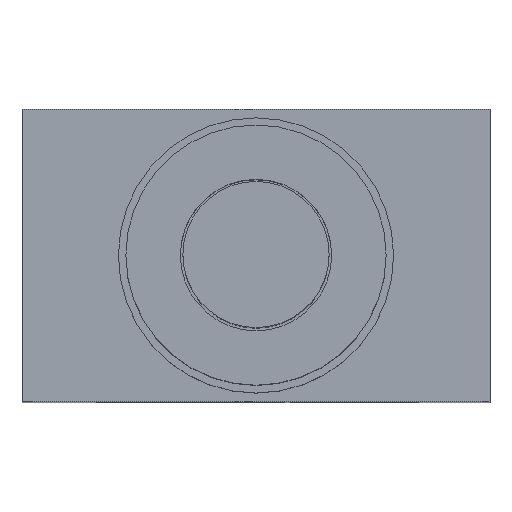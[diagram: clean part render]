
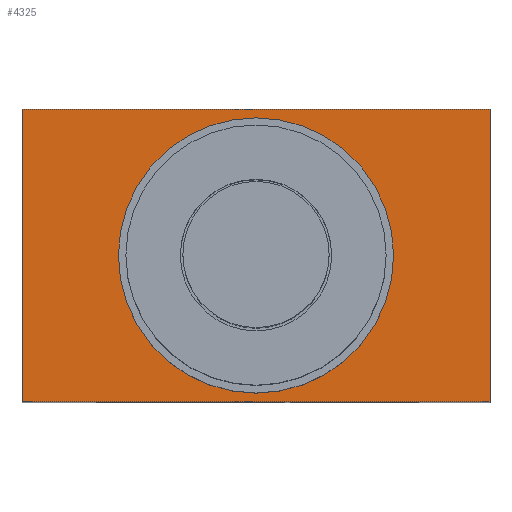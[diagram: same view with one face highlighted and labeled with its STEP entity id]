
A CAD part, top view. The second image highlights one B-rep face of the part: STEP entity #4325.
In plain terms, the highlighted planar face has unit normal (0, 0, 1).
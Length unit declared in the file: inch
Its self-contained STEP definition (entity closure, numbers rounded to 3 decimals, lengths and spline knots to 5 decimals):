
#584=CARTESIAN_POINT('',(-0.09409,0.,0.35));
#585=VERTEX_POINT('',#584);
#586=CARTESIAN_POINT('',(0.,0.,0.35));
#587=DIRECTION('',(0.0,0.0,-1.0));
#588=DIRECTION('',(1.0,0.0,0.0));
#589=AXIS2_PLACEMENT_3D('',#586,#587,#588);
#590=CIRCLE('',#589,0.09409);
#591=EDGE_CURVE('',#585,#585,#590,.T.);
#4007=CARTESIAN_POINT('',(-0.16004,-0.1,0.35));
#4008=VERTEX_POINT('',#4007);
#4015=CARTESIAN_POINT('',(-0.16004,0.1,0.35));
#4016=VERTEX_POINT('',#4015);
#4017=CARTESIAN_POINT('',(-0.16004,-0.1,0.35));
#4018=DIRECTION('',(0.0,1.0,0.0));
#4019=VECTOR('',#4018,0.2);
#4020=LINE('',#4017,#4019);
#4021=EDGE_CURVE('',#4008,#4016,#4020,.T.);
#4131=CARTESIAN_POINT('',(0.16004,-0.1,0.35));
#4132=VERTEX_POINT('',#4131);
#4139=CARTESIAN_POINT('',(0.16004,-0.1,0.35));
#4140=DIRECTION('',(-1.0,0.0,0.0));
#4141=VECTOR('',#4140,0.32008);
#4142=LINE('',#4139,#4141);
#4143=EDGE_CURVE('',#4132,#4008,#4142,.T.);
#4269=CARTESIAN_POINT('',(0.16004,0.1,0.35));
#4270=VERTEX_POINT('',#4269);
#4277=CARTESIAN_POINT('',(0.16004,0.1,0.35));
#4278=DIRECTION('',(0.0,-1.0,0.0));
#4279=VECTOR('',#4278,0.2);
#4280=LINE('',#4277,#4279);
#4281=EDGE_CURVE('',#4270,#4132,#4280,.T.);
#4298=CARTESIAN_POINT('',(-0.16004,0.1,0.35));
#4299=DIRECTION('',(1.0,0.0,0.0));
#4300=VECTOR('',#4299,0.32008);
#4301=LINE('',#4298,#4300);
#4302=EDGE_CURVE('',#4016,#4270,#4301,.T.);
#4311=CARTESIAN_POINT('',(-0.17604,-0.11,0.35));
#4312=DIRECTION('',(0.0,0.0,1.0));
#4313=DIRECTION('',(1.0,0.0,0.0));
#4314=AXIS2_PLACEMENT_3D('',#4311,#4312,#4313);
#4315=PLANE('',#4314);
#4316=ORIENTED_EDGE('',*,*,#4281,.F.);
#4317=ORIENTED_EDGE('',*,*,#4302,.F.);
#4318=ORIENTED_EDGE('',*,*,#4021,.F.);
#4319=ORIENTED_EDGE('',*,*,#4143,.F.);
#4320=EDGE_LOOP('',(#4316,#4317,#4318,#4319));
#4321=FACE_OUTER_BOUND('',#4320,.T.);
#4322=ORIENTED_EDGE('',*,*,#591,.T.);
#4323=EDGE_LOOP('',(#4322));
#4324=FACE_BOUND('',#4323,.T.);
#4325=ADVANCED_FACE('',(#4321,#4324),#4315,.T.);
